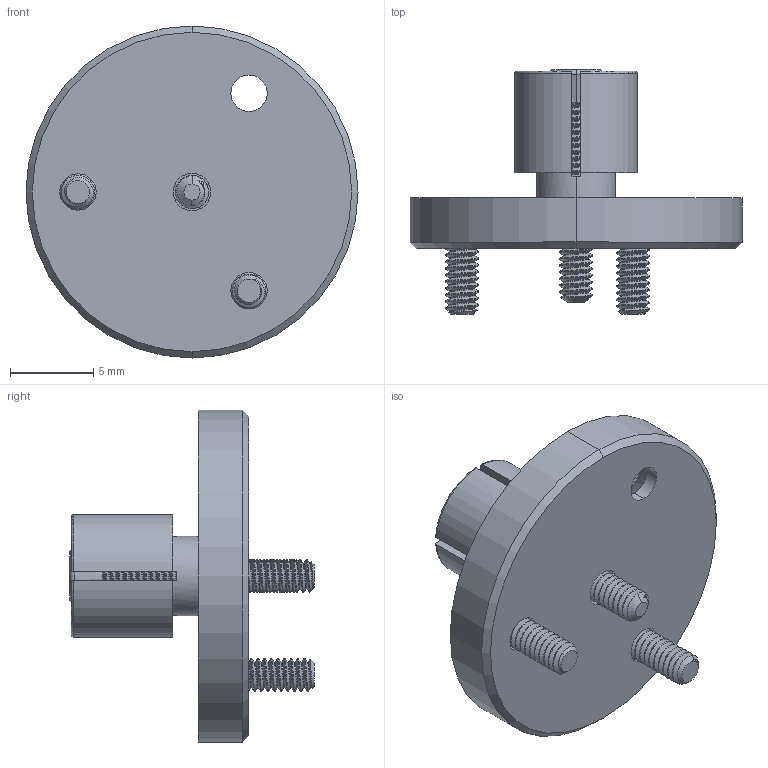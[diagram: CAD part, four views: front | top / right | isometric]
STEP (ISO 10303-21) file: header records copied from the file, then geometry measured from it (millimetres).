
FILE_DESCRIPTION (( 'STEP AP214' ), '1' );
FILE_NAME ('38000DD for Step as part.STEP', '2022-03-11T18:59:00', ( '' ), ( '' ), 'SwSTEP 2.0', 'SolidWorks 2021', '' );
FILE_SCHEMA (( 'AUTOMOTIVE_DESIGN' ));
Length unit declared in the file: inch
Products named in the file (1): 38000DD for Step as part
Bounding box: 19.96 x 14.71 x 19.96 mm (x, y, z)
Volume: 1143.4 mm3; surface area: 1532.3 mm2
Topology: 4 solids, 4 shells, 354 faces, 964 edges, 622 vertices
Faces by surface type: cylinder 239, plane 50, cone 49, torus 10, bspline 6
Entity records: 20931 total; most frequent: CARTESIAN_POINT 8632, ORIENTED_EDGE 1928, DIRECTION 1300, EDGE_CURVE 964, VERTEX_POINT 622, AXIS2_PLACEMENT_3D 480, EDGE_LOOP 366, DIMENSIONAL_EXPONENTS 360
